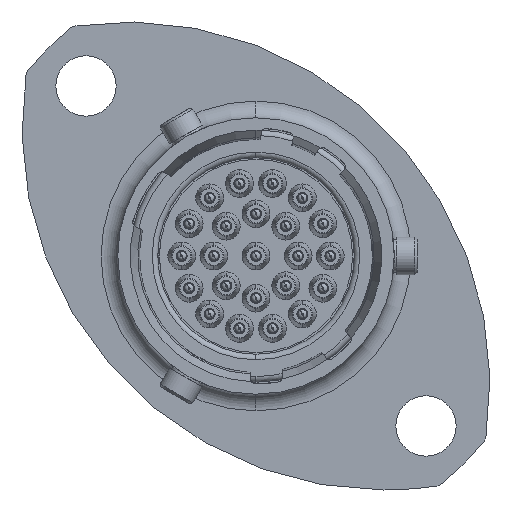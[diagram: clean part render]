
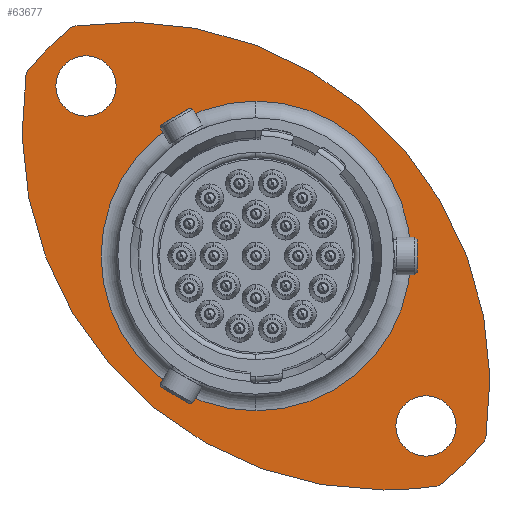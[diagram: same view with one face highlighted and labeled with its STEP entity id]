
A CAD part, left-side view. The second image highlights one B-rep face of the part: STEP entity #63677.
In plain terms, the highlighted planar face has unit normal (-1, 0, 0).
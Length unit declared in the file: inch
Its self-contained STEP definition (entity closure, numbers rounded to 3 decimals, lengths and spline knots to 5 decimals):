
#141 = CIRCLE ( 'NONE', #70128, 0.06398 ) ;
#527 = FACE_OUTER_BOUND ( 'NONE', #42423, .T. ) ;
#1298 = CARTESIAN_POINT ( 'NONE',  ( 0.62913, -0.27143, 0.27143 ) ) ;
#1960 = CARTESIAN_POINT ( 'NONE',  ( 0.62913, 0.36051, 0.36051 ) ) ;
#2216 = CARTESIAN_POINT ( 'NONE',  ( 0.62913, 0.36051, 0.36051 ) ) ;
#2980 = AXIS2_PLACEMENT_3D ( 'NONE', #1960, #42392, #7826 ) ;
#3065 = VERTEX_POINT ( 'NONE', #65884 ) ;
#3138 = CARTESIAN_POINT ( 'NONE',  ( 0.62913, 0., -0.32854 ) ) ;
#3260 = VERTEX_POINT ( 'NONE', #46850 ) ;
#4199 = ORIENTED_EDGE ( 'NONE', *, *, #53588, .T. ) ;
#5152 = ORIENTED_EDGE ( 'NONE', *, *, #42581, .F. ) ;
#5315 = CARTESIAN_POINT ( 'NONE',  ( 0.62913, -0.36051, -0.29654 ) ) ;
#5886 = CARTESIAN_POINT ( 'NONE',  ( 0.62913, -0.36051, -0.36051 ) ) ;
#7183 = DIRECTION ( 'NONE',  ( 0., 0., -1. ) ) ;
#7296 = CARTESIAN_POINT ( 'NONE',  ( 0.62913, -0.36051, -0.42449 ) ) ;
#7505 = CARTESIAN_POINT ( 'NONE',  ( 0.62913, 0., 0. ) ) ;
#7676 = CARTESIAN_POINT ( 'NONE',  ( 0.62913, 0.48737, 0.38813 ) ) ;
#7826 = DIRECTION ( 'NONE',  ( 0., 0., -1. ) ) ;
#8068 = DIRECTION ( 'NONE',  ( 0., 0., -1. ) ) ;
#8731 = CIRCLE ( 'NONE', #65028, 0.76772 ) ;
#9567 = EDGE_CURVE ( 'NONE', #15063, #54425, #47671, .T. ) ;
#11057 = CARTESIAN_POINT ( 'NONE',  ( 0.62913, 0., 0. ) ) ;
#11480 = VERTEX_POINT ( 'NONE', #7296 ) ;
#11698 = DIRECTION ( 'NONE',  ( 0., 0., -1. ) ) ;
#11846 = CARTESIAN_POINT ( 'NONE',  ( 0.62913, -0.36051, -0.36051 ) ) ;
#13303 = DIRECTION ( 'NONE',  ( 0., 0., 1. ) ) ;
#13735 = EDGE_CURVE ( 'NONE', #68309, #11480, #41948, .T. ) ;
#13747 = VERTEX_POINT ( 'NONE', #46553 ) ;
#14824 = CARTESIAN_POINT ( 'NONE',  ( 0.62913, -0.27143, 0.27143 ) ) ;
#15063 = VERTEX_POINT ( 'NONE', #3138 ) ;
#15918 = VERTEX_POINT ( 'NONE', #35346 ) ;
#15953 = FACE_BOUND ( 'NONE', #39854, .T. ) ;
#16869 = DIRECTION ( 'NONE',  ( 0., 0., -1. ) ) ;
#17677 = DIRECTION ( 'NONE',  ( 0., 0., -1. ) ) ;
#17762 = FACE_BOUND ( 'NONE', #18970, .T. ) ;
#18645 = EDGE_CURVE ( 'NONE', #18705, #74124, #60258, .T. ) ;
#18705 = VERTEX_POINT ( 'NONE', #7676 ) ;
#18970 = EDGE_LOOP ( 'NONE', ( #69023, #20823 ) ) ;
#19074 = DIRECTION ( 'NONE',  ( 1., 0., 0. ) ) ;
#20627 = DIRECTION ( 'NONE',  ( 0., 0., -1. ) ) ;
#20823 = ORIENTED_EDGE ( 'NONE', *, *, #13735, .F. ) ;
#24008 = DIRECTION ( 'NONE',  ( -1., 0., 0. ) ) ;
#24283 = ORIENTED_EDGE ( 'NONE', *, *, #18645, .T. ) ;
#25365 = CARTESIAN_POINT ( 'NONE',  ( 0.62913, 0.29311, 0. ) ) ;
#27735 = VERTEX_POINT ( 'NONE', #51072 ) ;
#28343 = AXIS2_PLACEMENT_3D ( 'NONE', #11846, #52273, #17677 ) ;
#28612 = EDGE_CURVE ( 'NONE', #13747, #18705, #44317, .T. ) ;
#30541 = AXIS2_PLACEMENT_3D ( 'NONE', #67754, #33131, #73597 ) ;
#31195 = DIRECTION ( 'NONE',  ( 0., 0., -1. ) ) ;
#31259 = FACE_BOUND ( 'NONE', #53128, .T. ) ;
#32714 = AXIS2_PLACEMENT_3D ( 'NONE', #5886, #46316, #11698 ) ;
#33131 = DIRECTION ( 'NONE',  ( -1., 0., 0. ) ) ;
#35346 = CARTESIAN_POINT ( 'NONE',  ( 0.62913, -0.48737, -0.38813 ) ) ;
#36556 = ORIENTED_EDGE ( 'NONE', *, *, #42188, .T. ) ;
#37902 = AXIS2_PLACEMENT_3D ( 'NONE', #53668, #19074, #59433 ) ;
#38500 = CIRCLE ( 'NONE', #50980, 0.32854 ) ;
#39854 = EDGE_LOOP ( 'NONE', ( #67727, #66583 ) ) ;
#41073 = AXIS2_PLACEMENT_3D ( 'NONE', #14824, #55211, #20627 ) ;
#41756 = DIRECTION ( 'NONE',  ( -1., 0., 0. ) ) ;
#41948 = CIRCLE ( 'NONE', #32714, 0.06398 ) ;
#42188 = EDGE_CURVE ( 'NONE', #3260, #15918, #59047, .T. ) ;
#42392 = DIRECTION ( 'NONE',  ( -1., 0., 0. ) ) ;
#42423 = EDGE_LOOP ( 'NONE', ( #24283, #67471, #36556, #4199, #69555 ) ) ;
#42581 = EDGE_CURVE ( 'NONE', #3065, #27735, #60749, .T. ) ;
#42648 = DIRECTION ( 'NONE',  ( -1., 0., 0. ) ) ;
#44317 = CIRCLE ( 'NONE', #51215, 0.62303 ) ;
#45201 = EDGE_CURVE ( 'NONE', #74124, #3260, #66005, .T. ) ;
#46316 = DIRECTION ( 'NONE',  ( -1., 0., 0. ) ) ;
#46553 = CARTESIAN_POINT ( 'NONE',  ( 0.62913, 0.38813, 0.48737 ) ) ;
#46850 = CARTESIAN_POINT ( 'NONE',  ( 0.62913, -0.38813, -0.48737 ) ) ;
#47671 = CIRCLE ( 'NONE', #37902, 0.32854 ) ;
#47923 = DIRECTION ( 'NONE',  ( -1., 0., 0. ) ) ;
#49831 = CIRCLE ( 'NONE', #28343, 0.06398 ) ;
#50431 = AXIS2_PLACEMENT_3D ( 'NONE', #25365, #65856, #31195 ) ;
#50980 = AXIS2_PLACEMENT_3D ( 'NONE', #11057, #51440, #16869 ) ;
#51072 = CARTESIAN_POINT ( 'NONE',  ( 0.62913, 0.36051, 0.29654 ) ) ;
#51215 = AXIS2_PLACEMENT_3D ( 'NONE', #7505, #47923, #13303 ) ;
#51440 = DIRECTION ( 'NONE',  ( 1., 0., 0. ) ) ;
#52273 = DIRECTION ( 'NONE',  ( -1., 0., 0. ) ) ;
#53128 = EDGE_LOOP ( 'NONE', ( #66450, #5152 ) ) ;
#53588 = EDGE_CURVE ( 'NONE', #15918, #13747, #8731, .T. ) ;
#53668 = CARTESIAN_POINT ( 'NONE',  ( 0.62913, 0., 0. ) ) ;
#53965 = PLANE ( 'NONE',  #50431 ) ;
#54425 = VERTEX_POINT ( 'NONE', #71898 ) ;
#55211 = DIRECTION ( 'NONE',  ( -1., 0., 0. ) ) ;
#57843 = AXIS2_PLACEMENT_3D ( 'NONE', #1298, #41756, #7183 ) ;
#58556 = CARTESIAN_POINT ( 'NONE',  ( 0.62913, 0.27143, -0.27143 ) ) ;
#59047 = CIRCLE ( 'NONE', #30541, 0.62303 ) ;
#59433 = DIRECTION ( 'NONE',  ( 0., 0., -1. ) ) ;
#60258 = CIRCLE ( 'NONE', #57843, 0.76772 ) ;
#60749 = CIRCLE ( 'NONE', #2980, 0.06398 ) ;
#62207 = EDGE_CURVE ( 'NONE', #27735, #3065, #141, .T. ) ;
#63677 = ADVANCED_FACE ( 'NONE', ( #15953, #31259, #17762, #527 ), #53965, .F. ) ;
#64430 = DIRECTION ( 'NONE',  ( 0., 0., -1. ) ) ;
#65028 = AXIS2_PLACEMENT_3D ( 'NONE', #58556, #24008, #64430 ) ;
#65856 = DIRECTION ( 'NONE',  ( 1., 0., 0. ) ) ;
#65884 = CARTESIAN_POINT ( 'NONE',  ( 0.62913, 0.36051, 0.42449 ) ) ;
#66005 = CIRCLE ( 'NONE', #41073, 0.76772 ) ;
#66450 = ORIENTED_EDGE ( 'NONE', *, *, #62207, .F. ) ;
#66583 = ORIENTED_EDGE ( 'NONE', *, *, #68860, .T. ) ;
#67030 = CARTESIAN_POINT ( 'NONE',  ( 0.62913, -0.27143, -0.49629 ) ) ;
#67471 = ORIENTED_EDGE ( 'NONE', *, *, #45201, .T. ) ;
#67727 = ORIENTED_EDGE ( 'NONE', *, *, #9567, .T. ) ;
#67754 = CARTESIAN_POINT ( 'NONE',  ( 0.62913, 0., 0. ) ) ;
#68309 = VERTEX_POINT ( 'NONE', #5315 ) ;
#68860 = EDGE_CURVE ( 'NONE', #54425, #15063, #38500, .T. ) ;
#69023 = ORIENTED_EDGE ( 'NONE', *, *, #74838, .F. ) ;
#69555 = ORIENTED_EDGE ( 'NONE', *, *, #28612, .T. ) ;
#70128 = AXIS2_PLACEMENT_3D ( 'NONE', #2216, #42648, #8068 ) ;
#71898 = CARTESIAN_POINT ( 'NONE',  ( 0.62913, 0., 0.32854 ) ) ;
#73597 = DIRECTION ( 'NONE',  ( 0., 0., 1. ) ) ;
#74124 = VERTEX_POINT ( 'NONE', #67030 ) ;
#74838 = EDGE_CURVE ( 'NONE', #11480, #68309, #49831, .T. ) ;
